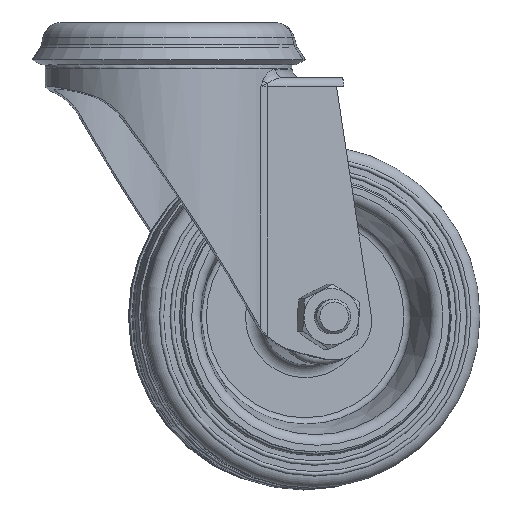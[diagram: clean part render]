
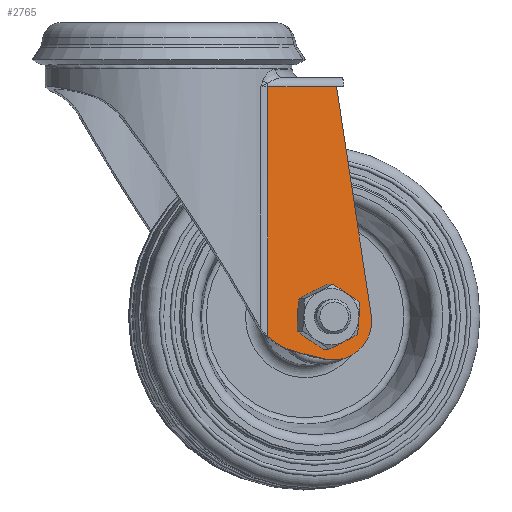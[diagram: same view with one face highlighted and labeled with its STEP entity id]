
A CAD part, front view. The second image highlights one B-rep face of the part: STEP entity #2765.
In plain terms, the highlighted face is planar.
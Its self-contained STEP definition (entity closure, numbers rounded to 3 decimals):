
#275=LINE('',#11250,#341);
#276=LINE('',#11253,#342);
#277=LINE('',#11254,#343);
#278=LINE('',#11255,#344);
#341=VECTOR('',#3897,57.65);
#342=VECTOR('',#3902,6.52);
#343=VECTOR('',#3903,53.657);
#344=VECTOR('',#3904,16.228);
#395=PLANE('',#3132);
#561=FACE_BOUND('',#1009,.T.);
#736=FACE_OUTER_BOUND('',#1008,.T.);
#1008=EDGE_LOOP('',(#2469,#2470,#2471,#2472,#2473,#2474));
#1009=EDGE_LOOP('',(#2475));
#1193=CIRCLE('',#3087,9.);
#1194=CIRCLE('',#3089,4.15);
#1209=CIRCLE('',#3117,16.5);
#1414=VERTEX_POINT('',#10369);
#1415=VERTEX_POINT('',#10371);
#1416=VERTEX_POINT('',#10375);
#1452=VERTEX_POINT('',#11184);
#1453=VERTEX_POINT('',#11185);
#1463=VERTEX_POINT('',#11238);
#1466=VERTEX_POINT('',#11249);
#1736=EDGE_CURVE('',#1415,#1414,#1193,.T.);
#1738=EDGE_CURVE('',#1416,#1416,#1194,.T.);
#1782=EDGE_CURVE('',#1452,#1453,#1209,.T.);
#1808=EDGE_CURVE('',#1466,#1453,#275,.T.);
#1810=EDGE_CURVE('',#1452,#1415,#276,.T.);
#1811=EDGE_CURVE('',#1414,#1463,#277,.T.);
#1812=EDGE_CURVE('',#1463,#1466,#278,.T.);
#2469=ORIENTED_EDGE('',*,*,#1808,.T.);
#2470=ORIENTED_EDGE('',*,*,#1782,.F.);
#2471=ORIENTED_EDGE('',*,*,#1810,.T.);
#2472=ORIENTED_EDGE('',*,*,#1736,.T.);
#2473=ORIENTED_EDGE('',*,*,#1811,.T.);
#2474=ORIENTED_EDGE('',*,*,#1812,.T.);
#2475=ORIENTED_EDGE('',*,*,#1738,.T.);
#2765=ADVANCED_FACE('',(#736,#561),#395,.T.);
#3087=AXIS2_PLACEMENT_3D('',#10372,#3784,#3785);
#3089=AXIS2_PLACEMENT_3D('',#10376,#3789,#3790);
#3117=AXIS2_PLACEMENT_3D('',#11186,#3850,#3851);
#3132=AXIS2_PLACEMENT_3D('',#11252,#3900,#3901);
#3784=DIRECTION('center_axis',(0.,-1.,0.));
#3785=DIRECTION('ref_axis',(0.,0.,-1.));
#3789=DIRECTION('center_axis',(0.,1.,0.));
#3790=DIRECTION('ref_axis',(0.,0.,1.));
#3850=DIRECTION('center_axis',(0.,1.,0.));
#3851=DIRECTION('ref_axis',(0.,0.,-1.));
#3897=DIRECTION('',(0.,0.,-1.));
#3900=DIRECTION('center_axis',(0.,-1.,0.));
#3901=DIRECTION('ref_axis',(0.,0.,-1.));
#3902=DIRECTION('',(0.972,0.,-0.233));
#3903=DIRECTION('',(-0.153,0.,0.988));
#3904=DIRECTION('',(-1.,0.,0.));
#10369=CARTESIAN_POINT('',(42.956,-22.5,-67.907));
#10371=CARTESIAN_POINT('',(31.921,-22.5,-77.751));
#10372=CARTESIAN_POINT('Origin',(34.022,-22.5,-69.));
#10375=CARTESIAN_POINT('',(32.,-22.5,-63.85));
#10376=CARTESIAN_POINT('Origin',(32.,-22.5,-68.));
#11184=CARTESIAN_POINT('',(25.582,-22.5,-76.229));
#11185=CARTESIAN_POINT('',(18.493,-22.5,-72.536));
#11186=CARTESIAN_POINT('Origin',(29.434,-22.5,-60.185));
#11238=CARTESIAN_POINT('',(34.722,-22.5,-14.886));
#11249=CARTESIAN_POINT('',(18.493,-22.5,-14.886));
#11250=CARTESIAN_POINT('',(18.493,-22.5,-12.886));
#11252=CARTESIAN_POINT('Origin',(17.267,-22.5,-11.73));
#11253=CARTESIAN_POINT('',(25.582,-22.5,-76.229));
#11254=CARTESIAN_POINT('',(42.956,-22.5,-67.907));
#11255=CARTESIAN_POINT('',(17.267,-22.5,-14.886));
